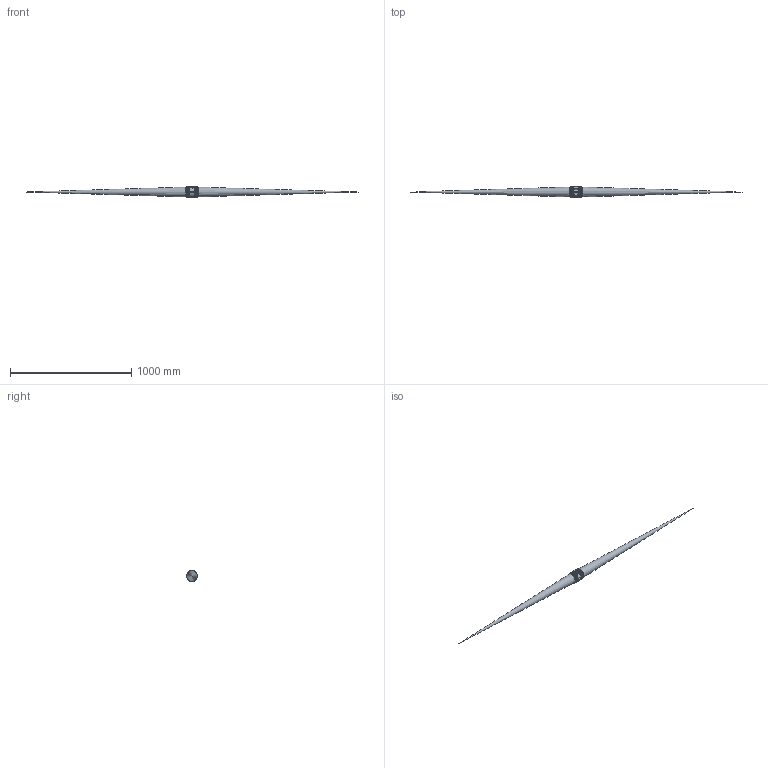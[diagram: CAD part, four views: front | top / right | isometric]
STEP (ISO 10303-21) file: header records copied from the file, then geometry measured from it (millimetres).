
FILE_DESCRIPTION(/* description */ ('3" NPT X 4" PIPE NIPPLE, BAGGED'),/* implementation_level */ '2;1');
FILE_NAME(/* name */ 'NIP300-4.stp',/* time_stamp */ '2020-03-01T13:24:00-05:00',/* author */ ('PEO'),/* organization */ (''),/* preprocessor_version */ 'ST-DEVELOPER v17.2',/* originating_system */ 'Autodesk Inventor 2019',/* authorisation */ '');
FILE_SCHEMA (('AUTOMOTIVE_DESIGN { 1 0 10303 214 3 1 1 }'));
Length unit declared in the file: inch
Products named in the file (2): NIP300-4; NIP300-4_1
Assembly tree (1 placements, depth 2):
  NIP300-4
    NIP300-4_1
Bounding box: 2737.48 x 95.17 x 89.15 mm (x, y, z)
Volume: 173796.5 mm3; surface area: 772121.3 mm2
Topology: 1 solids, 1 shells, 423 faces, 1138 edges, 750 vertices
Faces by surface type: plane 168, bspline 159, cylinder 58, cone 24, sphere 12, torus 2
Full cylindrical faces by diameter (mm): 73.152 x1, 88.9 x1
Entity records: 22027 total; most frequent: CARTESIAN_POINT 12423, ORIENTED_EDGE 2244, DIRECTION 1504, EDGE_CURVE 1122, VERTEX_POINT 746, LINE 508, VECTOR 508, AXIS2_PLACEMENT_3D 498
